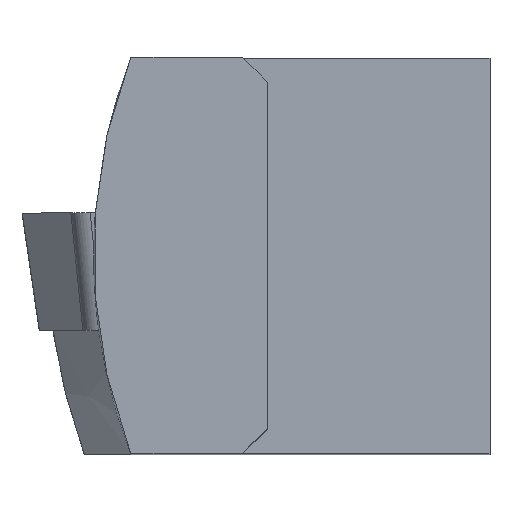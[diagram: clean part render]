
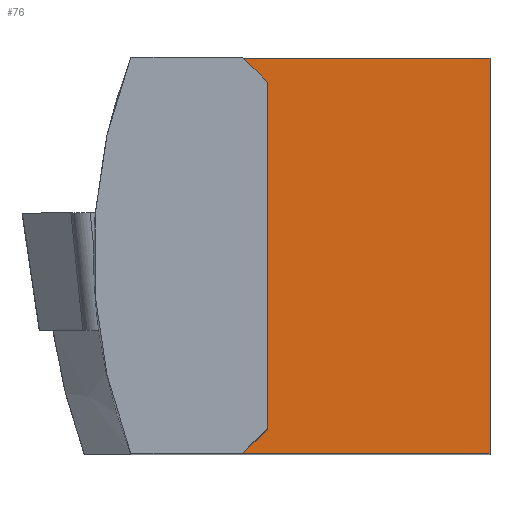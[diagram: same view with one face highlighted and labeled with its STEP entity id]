
A CAD part, top view. The second image highlights one B-rep face of the part: STEP entity #76.
In plain terms, the highlighted planar face has unit normal (0, 0, 1).
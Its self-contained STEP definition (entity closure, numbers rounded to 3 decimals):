
#76=ADVANCED_FACE('',(#130),#107,.F.);
#107=PLANE('',#657);
#130=FACE_OUTER_BOUND('',#161,.T.);
#161=EDGE_LOOP('',(#225,#226,#227,#228,#229,#230));
#225=ORIENTED_EDGE('',*,*,#446,.T.);
#226=ORIENTED_EDGE('',*,*,#435,.F.);
#227=ORIENTED_EDGE('',*,*,#447,.T.);
#228=ORIENTED_EDGE('',*,*,#448,.F.);
#229=ORIENTED_EDGE('',*,*,#445,.T.);
#230=ORIENTED_EDGE('',*,*,#449,.F.);
#376=VERTEX_POINT('',#971);
#377=VERTEX_POINT('',#973);
#383=VERTEX_POINT('',#989);
#384=VERTEX_POINT('',#991);
#385=VERTEX_POINT('',#995);
#386=VERTEX_POINT('',#997);
#435=EDGE_CURVE('',#376,#377,#514,.T.);
#445=EDGE_CURVE('',#383,#384,#523,.T.);
#446=EDGE_CURVE('',#385,#377,#524,.T.);
#447=EDGE_CURVE('',#376,#386,#525,.T.);
#448=EDGE_CURVE('',#383,#386,#526,.T.);
#449=EDGE_CURVE('',#385,#384,#527,.T.);
#514=LINE('',#972,#575);
#523=LINE('',#992,#584);
#524=LINE('',#994,#585);
#525=LINE('',#996,#586);
#526=LINE('',#998,#587);
#527=LINE('',#999,#588);
#575=VECTOR('',#720,1.);
#584=VECTOR('',#735,1.);
#585=VECTOR('',#738,1.);
#586=VECTOR('',#739,1.);
#587=VECTOR('',#740,1.);
#588=VECTOR('',#741,1.);
#657=AXIS2_PLACEMENT_3D('',#1000,#742,#743);
#720=DIRECTION('',(-1.,0.,0.));
#735=DIRECTION('',(0.707,-0.707,0.));
#738=DIRECTION('',(-0.707,-0.707,0.));
#739=DIRECTION('',(0.,1.,0.));
#740=DIRECTION('',(1.,0.,0.));
#741=DIRECTION('',(0.,1.,0.));
#742=DIRECTION('',(0.,0.,-1.));
#743=DIRECTION('',(-1.,0.,0.));
#971=CARTESIAN_POINT('',(4.5,-4.,0.));
#972=CARTESIAN_POINT('',(4.5,-4.,0.));
#973=CARTESIAN_POINT('',(-0.5,-4.,0.));
#989=CARTESIAN_POINT('',(-0.5,4.,0.));
#991=CARTESIAN_POINT('',(0.,3.5,0.));
#992=CARTESIAN_POINT('',(-0.5,4.,0.));
#994=CARTESIAN_POINT('',(0.4,-3.1,0.));
#995=CARTESIAN_POINT('',(0.,-3.5,0.));
#996=CARTESIAN_POINT('',(4.5,-4.,0.));
#997=CARTESIAN_POINT('',(4.5,4.,0.));
#998=CARTESIAN_POINT('',(-0.5,4.,0.));
#999=CARTESIAN_POINT('',(0.,-5.372,0.));
#1000=CARTESIAN_POINT('',(4.5,-5.372,0.));
